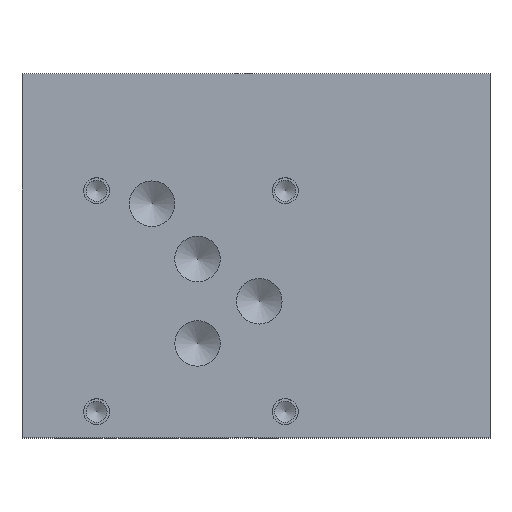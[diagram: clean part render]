
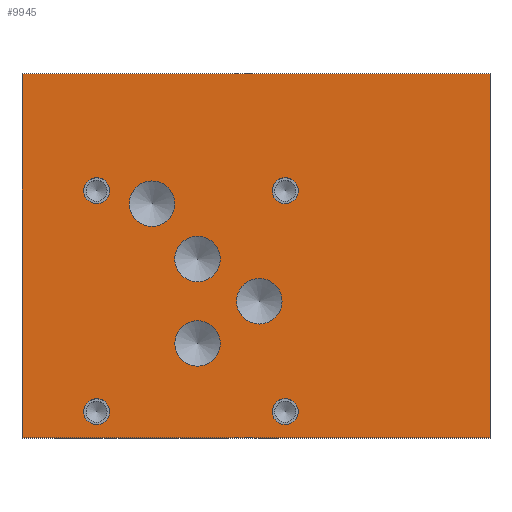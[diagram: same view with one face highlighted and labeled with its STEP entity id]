
A CAD part, top view. The second image highlights one B-rep face of the part: STEP entity #9945.
In plain terms, the highlighted planar face has unit normal (0, 0, 1).
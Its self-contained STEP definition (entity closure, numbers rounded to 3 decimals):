
#147=CIRCLE('',#10363,5.556);
#148=CIRCLE('',#10364,5.556);
#151=CIRCLE('',#10369,5.556);
#152=CIRCLE('',#10370,5.556);
#155=CIRCLE('',#10375,5.563);
#156=CIRCLE('',#10376,5.563);
#159=CIRCLE('',#10381,5.563);
#160=CIRCLE('',#10382,5.563);
#166=CIRCLE('',#10391,3.175);
#167=CIRCLE('',#10392,3.175);
#173=CIRCLE('',#10402,3.175);
#174=CIRCLE('',#10403,3.175);
#180=CIRCLE('',#10413,3.175);
#181=CIRCLE('',#10414,3.175);
#187=CIRCLE('',#10424,3.175);
#188=CIRCLE('',#10425,3.175);
#281=FACE_BOUND('',#1771,.T.);
#282=FACE_BOUND('',#1772,.T.);
#283=FACE_BOUND('',#1773,.T.);
#284=FACE_BOUND('',#1774,.T.);
#285=FACE_BOUND('',#1775,.T.);
#286=FACE_BOUND('',#1776,.T.);
#287=FACE_BOUND('',#1777,.T.);
#288=FACE_BOUND('',#1778,.T.);
#1198=FACE_OUTER_BOUND('',#1770,.T.);
#1770=EDGE_LOOP('',(#8696,#8697,#8698,#8699));
#1771=EDGE_LOOP('',(#8700,#8701));
#1772=EDGE_LOOP('',(#8702,#8703));
#1773=EDGE_LOOP('',(#8704,#8705));
#1774=EDGE_LOOP('',(#8706,#8707));
#1775=EDGE_LOOP('',(#8708,#8709));
#1776=EDGE_LOOP('',(#8710,#8711));
#1777=EDGE_LOOP('',(#8712,#8713));
#1778=EDGE_LOOP('',(#8714,#8715));
#2098=LINE('',#14751,#3053);
#2547=LINE('',#15976,#3502);
#2581=LINE('',#16198,#3536);
#2734=LINE('',#17008,#3689);
#3053=VECTOR('',#10962,10.);
#3502=VECTOR('',#11735,10.);
#3536=VECTOR('',#11805,10.);
#3689=VECTOR('',#12442,10.);
#4032=VERTEX_POINT('',#14748);
#4033=VERTEX_POINT('',#14750);
#4367=VERTEX_POINT('',#15974);
#4409=VERTEX_POINT('',#16197);
#4549=VERTEX_POINT('',#16796);
#4550=VERTEX_POINT('',#16797);
#4554=VERTEX_POINT('',#16809);
#4555=VERTEX_POINT('',#16810);
#4559=VERTEX_POINT('',#16822);
#4560=VERTEX_POINT('',#16823);
#4564=VERTEX_POINT('',#16835);
#4565=VERTEX_POINT('',#16836);
#4572=VERTEX_POINT('',#16855);
#4573=VERTEX_POINT('',#16856);
#4580=VERTEX_POINT('',#16877);
#4581=VERTEX_POINT('',#16878);
#4588=VERTEX_POINT('',#16899);
#4589=VERTEX_POINT('',#16900);
#4596=VERTEX_POINT('',#16921);
#4597=VERTEX_POINT('',#16922);
#5137=EDGE_CURVE('',#4033,#4032,#2098,.T.);
#5628=EDGE_CURVE('',#4032,#4367,#2547,.T.);
#5686=EDGE_CURVE('',#4409,#4033,#2581,.T.);
#5890=EDGE_CURVE('',#4549,#4550,#147,.T.);
#5891=EDGE_CURVE('',#4550,#4549,#148,.T.);
#5896=EDGE_CURVE('',#4554,#4555,#151,.T.);
#5897=EDGE_CURVE('',#4555,#4554,#152,.T.);
#5902=EDGE_CURVE('',#4559,#4560,#155,.T.);
#5903=EDGE_CURVE('',#4560,#4559,#156,.T.);
#5908=EDGE_CURVE('',#4564,#4565,#159,.T.);
#5909=EDGE_CURVE('',#4565,#4564,#160,.T.);
#5917=EDGE_CURVE('',#4572,#4573,#166,.T.);
#5918=EDGE_CURVE('',#4573,#4572,#167,.T.);
#5927=EDGE_CURVE('',#4580,#4581,#173,.T.);
#5928=EDGE_CURVE('',#4581,#4580,#174,.T.);
#5937=EDGE_CURVE('',#4588,#4589,#180,.T.);
#5938=EDGE_CURVE('',#4589,#4588,#181,.T.);
#5947=EDGE_CURVE('',#4596,#4597,#187,.T.);
#5948=EDGE_CURVE('',#4597,#4596,#188,.T.);
#5989=EDGE_CURVE('',#4367,#4409,#2734,.T.);
#8696=ORIENTED_EDGE('',*,*,#5137,.T.);
#8697=ORIENTED_EDGE('',*,*,#5628,.T.);
#8698=ORIENTED_EDGE('',*,*,#5989,.T.);
#8699=ORIENTED_EDGE('',*,*,#5686,.T.);
#8700=ORIENTED_EDGE('',*,*,#5890,.T.);
#8701=ORIENTED_EDGE('',*,*,#5891,.T.);
#8702=ORIENTED_EDGE('',*,*,#5896,.T.);
#8703=ORIENTED_EDGE('',*,*,#5897,.T.);
#8704=ORIENTED_EDGE('',*,*,#5902,.T.);
#8705=ORIENTED_EDGE('',*,*,#5903,.T.);
#8706=ORIENTED_EDGE('',*,*,#5908,.T.);
#8707=ORIENTED_EDGE('',*,*,#5909,.T.);
#8708=ORIENTED_EDGE('',*,*,#5917,.T.);
#8709=ORIENTED_EDGE('',*,*,#5918,.T.);
#8710=ORIENTED_EDGE('',*,*,#5927,.T.);
#8711=ORIENTED_EDGE('',*,*,#5928,.T.);
#8712=ORIENTED_EDGE('',*,*,#5937,.T.);
#8713=ORIENTED_EDGE('',*,*,#5938,.T.);
#8714=ORIENTED_EDGE('',*,*,#5947,.T.);
#8715=ORIENTED_EDGE('',*,*,#5948,.T.);
#9028=PLANE('',#10470);
#9945=ADVANCED_FACE('',(#1198,#281,#282,#283,#284,#285,#286,#287,#288),
#9028,.T.);
#10363=AXIS2_PLACEMENT_3D('',#16798,#12201,#12202);
#10364=AXIS2_PLACEMENT_3D('',#16799,#12203,#12204);
#10369=AXIS2_PLACEMENT_3D('',#16811,#12215,#12216);
#10370=AXIS2_PLACEMENT_3D('',#16812,#12217,#12218);
#10375=AXIS2_PLACEMENT_3D('',#16824,#12229,#12230);
#10376=AXIS2_PLACEMENT_3D('',#16825,#12231,#12232);
#10381=AXIS2_PLACEMENT_3D('',#16837,#12243,#12244);
#10382=AXIS2_PLACEMENT_3D('',#16838,#12245,#12246);
#10391=AXIS2_PLACEMENT_3D('',#16857,#12265,#12266);
#10392=AXIS2_PLACEMENT_3D('',#16858,#12267,#12268);
#10402=AXIS2_PLACEMENT_3D('',#16879,#12290,#12291);
#10403=AXIS2_PLACEMENT_3D('',#16880,#12292,#12293);
#10413=AXIS2_PLACEMENT_3D('',#16901,#12315,#12316);
#10414=AXIS2_PLACEMENT_3D('',#16902,#12317,#12318);
#10424=AXIS2_PLACEMENT_3D('',#16923,#12340,#12341);
#10425=AXIS2_PLACEMENT_3D('',#16924,#12342,#12343);
#10470=AXIS2_PLACEMENT_3D('',#17011,#12447,#12448);
#10962=DIRECTION('',(1.,0.,0.));
#11735=DIRECTION('',(0.,1.,0.));
#11805=DIRECTION('',(0.,-1.,0.));
#12201=DIRECTION('center_axis',(0.,0.,-1.));
#12202=DIRECTION('ref_axis',(1.,0.,0.));
#12203=DIRECTION('center_axis',(0.,0.,-1.));
#12204=DIRECTION('ref_axis',(1.,0.,0.));
#12215=DIRECTION('center_axis',(0.,0.,-1.));
#12216=DIRECTION('ref_axis',(1.,0.,0.));
#12217=DIRECTION('center_axis',(0.,0.,-1.));
#12218=DIRECTION('ref_axis',(1.,0.,0.));
#12229=DIRECTION('center_axis',(0.,0.,-1.));
#12230=DIRECTION('ref_axis',(1.,0.,0.));
#12231=DIRECTION('center_axis',(0.,0.,-1.));
#12232=DIRECTION('ref_axis',(1.,0.,0.));
#12243=DIRECTION('center_axis',(0.,0.,-1.));
#12244=DIRECTION('ref_axis',(1.,0.,0.));
#12245=DIRECTION('center_axis',(0.,0.,-1.));
#12246=DIRECTION('ref_axis',(1.,0.,0.));
#12265=DIRECTION('center_axis',(0.,0.,-1.));
#12266=DIRECTION('ref_axis',(1.,0.,0.));
#12267=DIRECTION('center_axis',(0.,0.,-1.));
#12268=DIRECTION('ref_axis',(1.,0.,0.));
#12290=DIRECTION('center_axis',(0.,0.,-1.));
#12291=DIRECTION('ref_axis',(1.,0.,0.));
#12292=DIRECTION('center_axis',(0.,0.,-1.));
#12293=DIRECTION('ref_axis',(1.,0.,0.));
#12315=DIRECTION('center_axis',(0.,0.,-1.));
#12316=DIRECTION('ref_axis',(1.,0.,0.));
#12317=DIRECTION('center_axis',(0.,0.,-1.));
#12318=DIRECTION('ref_axis',(1.,0.,0.));
#12340=DIRECTION('center_axis',(0.,0.,-1.));
#12341=DIRECTION('ref_axis',(1.,0.,0.));
#12342=DIRECTION('center_axis',(0.,0.,-1.));
#12343=DIRECTION('ref_axis',(1.,0.,0.));
#12442=DIRECTION('',(-1.,0.,0.));
#12447=DIRECTION('center_axis',(0.,0.,1.));
#12448=DIRECTION('ref_axis',(1.,0.,0.));
#14748=CARTESIAN_POINT('',(114.3,0.,88.9));
#14750=CARTESIAN_POINT('',(0.,0.,88.9));
#14751=CARTESIAN_POINT('',(0.,0.,88.9));
#15974=CARTESIAN_POINT('',(114.3,88.9,88.9));
#15976=CARTESIAN_POINT('',(114.3,0.,88.9));
#16197=CARTESIAN_POINT('',(0.,88.9,88.9));
#16198=CARTESIAN_POINT('',(0.,88.9,88.9));
#16796=CARTESIAN_POINT('',(48.419,43.642,88.9));
#16797=CARTESIAN_POINT('',(37.306,43.642,88.9));
#16798=CARTESIAN_POINT('Origin',(42.863,43.642,88.9));
#16799=CARTESIAN_POINT('Origin',(42.863,43.642,88.9));
#16809=CARTESIAN_POINT('',(48.424,23.007,88.9));
#16810=CARTESIAN_POINT('',(37.311,23.007,88.9));
#16811=CARTESIAN_POINT('Origin',(42.868,23.007,88.9));
#16812=CARTESIAN_POINT('Origin',(42.868,23.007,88.9));
#16822=CARTESIAN_POINT('',(63.525,33.325,88.9));
#16823=CARTESIAN_POINT('',(52.4,33.325,88.9));
#16824=CARTESIAN_POINT('Origin',(57.963,33.325,88.9));
#16825=CARTESIAN_POINT('Origin',(57.963,33.325,88.9));
#16835=CARTESIAN_POINT('',(37.313,57.15,88.9));
#16836=CARTESIAN_POINT('',(26.187,57.15,88.9));
#16837=CARTESIAN_POINT('Origin',(31.75,57.15,88.9));
#16838=CARTESIAN_POINT('Origin',(31.75,57.15,88.9));
#16855=CARTESIAN_POINT('',(67.462,6.363,88.9));
#16856=CARTESIAN_POINT('',(61.112,6.363,88.9));
#16857=CARTESIAN_POINT('Origin',(64.287,6.363,88.9));
#16858=CARTESIAN_POINT('Origin',(64.287,6.363,88.9));
#16877=CARTESIAN_POINT('',(21.412,60.325,88.9));
#16878=CARTESIAN_POINT('',(15.062,60.325,88.9));
#16879=CARTESIAN_POINT('Origin',(18.237,60.325,88.9));
#16880=CARTESIAN_POINT('Origin',(18.237,60.325,88.9));
#16899=CARTESIAN_POINT('',(67.462,60.325,88.9));
#16900=CARTESIAN_POINT('',(61.112,60.325,88.9));
#16901=CARTESIAN_POINT('Origin',(64.287,60.325,88.9));
#16902=CARTESIAN_POINT('Origin',(64.287,60.325,88.9));
#16921=CARTESIAN_POINT('',(21.412,6.35,88.9));
#16922=CARTESIAN_POINT('',(15.062,6.35,88.9));
#16923=CARTESIAN_POINT('Origin',(18.237,6.35,88.9));
#16924=CARTESIAN_POINT('Origin',(18.237,6.35,88.9));
#17008=CARTESIAN_POINT('',(114.3,88.9,88.9));
#17011=CARTESIAN_POINT('Origin',(57.15,44.45,88.9));
